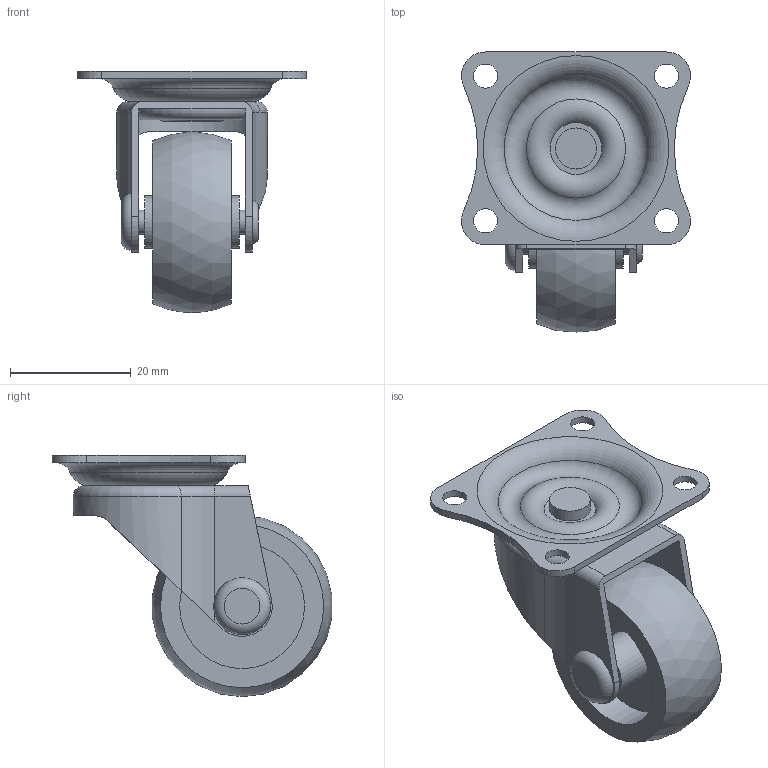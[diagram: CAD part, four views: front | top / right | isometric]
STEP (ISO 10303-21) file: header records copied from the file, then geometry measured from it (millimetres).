
FILE_DESCRIPTION(/* description */ (''),/* implementation_level */ '2;1');
FILE_NAME(/* name */ '34745806-494d-4fb7-820d-d1140d1bf94b.stp',/* time_stamp */ '2020-02-22T19:29:31+00:00',/* author */ (''),/* organization */ (''),/* preprocessor_version */ 'ST-DEVELOPER v18',/* originating_system */ 'Autodesk Translation Framework v8.12.0.6',/* authorisation */ '');
FILE_SCHEMA (('AUTOMOTIVE_DESIGN { 1 0 10303 214 3 1 1 }'));
Length unit declared in the file: millimetre
Products named in the file (5): Caster-swivel-40mm_assembly; tail_wheel; Caster_40mm_Wheel_30mm_01; Caster_40mm_Wheel_support_01; Caster_40mm_Swivel_plate_01
Assembly tree (4 placements, depth 3):
  Caster-swivel-40mm_assembly
    tail_wheel
      Caster_40mm_Wheel_30mm_01
      Caster_40mm_Wheel_support_01
      Caster_40mm_Swivel_plate_01
Bounding box: 37.99 x 46.39 x 40 mm (x, y, z)
Volume: 9786.6 mm3; surface area: 10143.6 mm2
Topology: 3 solids, 3 shells, 91 faces, 251 edges, 180 vertices
Faces by surface type: cylinder 37, plane 33, torus 16, bspline 4, sphere 1
Full cylindrical faces by diameter (mm): 3.6 x1, 4 x6, 4.2 x1, 5.2 x1, 6.8 x1, 7.1 x1, 8.7 x2, 9.4 x1, 10.2 x1, 11 x1, 20.2 x1, 20.7 x2
Entity records: 3604 total; most frequent: CARTESIAN_POINT 933, DIRECTION 606, ORIENTED_EDGE 502, AXIS2_PLACEMENT_3D 268, EDGE_CURVE 251, VERTEX_POINT 180, CIRCLE 162, EDGE_LOOP 119
